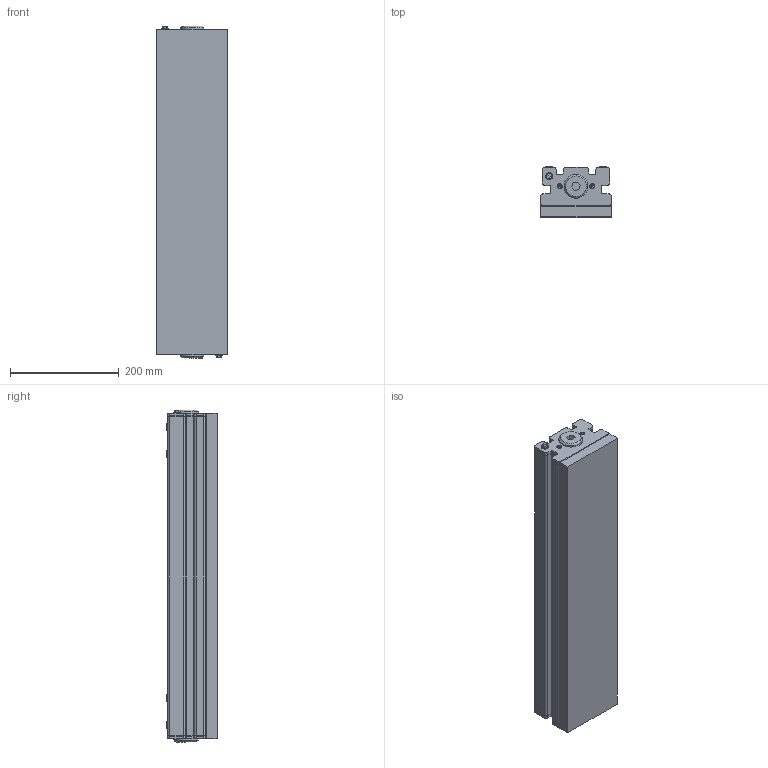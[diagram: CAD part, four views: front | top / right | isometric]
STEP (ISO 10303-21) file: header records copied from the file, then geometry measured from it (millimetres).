
FILE_DESCRIPTION(/* description */ (''),/* implementation_level */ '2;1');
FILE_NAME(/* name */ 'lvac062000xxx.stp',/* time_stamp */ '2024-10-24T08:42:10+02:00',/* author */ ('enginyeria2'),/* organization */ (''),/* preprocessor_version */ 'ST-DEVELOPER v20',/* originating_system */ 'Autodesk Inventor 2024',/* authorisation */ '');
FILE_SCHEMA (('AUTOMOTIVE_DESIGN { 1 0 10303 214 3 1 1 }'));
Length unit declared in the file: centimetre
Products named in the file (1): Pieza3
Bounding box: 130 x 93 x 612 mm (x, y, z)
Volume: 6453579.5 mm3; surface area: 355649.1 mm2
Topology: 1 solids, 21 shells, 430 faces, 962 edges, 608 vertices
Faces by surface type: plane 272, cylinder 134, torus 14, cone 10
Full cylindrical faces by diameter (mm): 3 x4, 7.1 x8, 8.5 x4, 9 x12, 11 x8, 11.1 x8, 12.94 x2, 13.5 x8, 18 x2, 44 x2
Entity records: 12132 total; most frequent: DIRECTION 2058, CARTESIAN_POINT 2053, ORIENTED_EDGE 1916, EDGE_CURVE 958, AXIS2_PLACEMENT_3D 697, LINE 664, VECTOR 664, VERTEX_POINT 608
